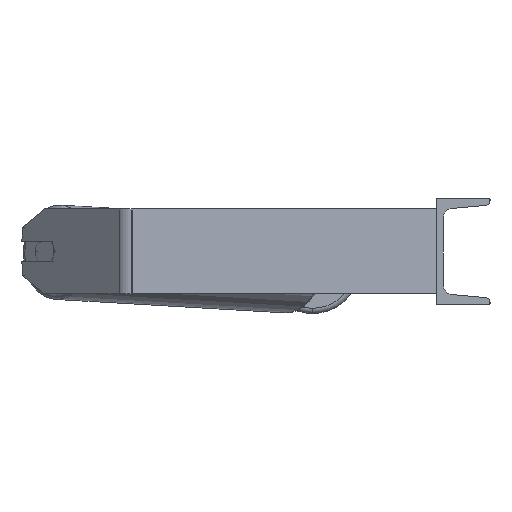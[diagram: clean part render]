
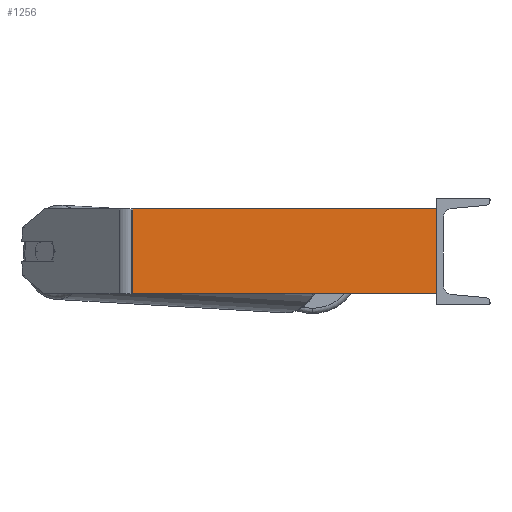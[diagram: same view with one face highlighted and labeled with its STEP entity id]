
A CAD part, left-side view. The second image highlights one B-rep face of the part: STEP entity #1256.
In plain terms, the highlighted planar face has unit normal (-0.996, -0.087, 0).
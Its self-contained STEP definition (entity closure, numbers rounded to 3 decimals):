
#163 = CARTESIAN_POINT ( 'NONE',  ( -485., 0., -40. ) ) ;
#456 = CARTESIAN_POINT ( 'NONE',  ( -510.716, 293.931, 40. ) ) ;
#1205 = LINE ( 'NONE', #456, #4278 ) ;
#1256 = ADVANCED_FACE ( 'NONE', ( #1276 ), #2049, .F. ) ;
#1260 = CARTESIAN_POINT ( 'NONE',  ( -485., 0., 40. ) ) ;
#1276 = FACE_OUTER_BOUND ( 'NONE', #1619, .T. ) ;
#1592 = EDGE_CURVE ( 'NONE', #7373, #6581, #1205, .T. ) ;
#1619 = EDGE_LOOP ( 'NONE', ( #6743, #8201, #3726, #4101 ) ) ;
#1794 = DIRECTION ( 'NONE',  ( 0.087, -0.996, 0. ) ) ;
#1848 = DIRECTION ( 'NONE',  ( 0., 0., -1. ) ) ;
#1901 = VERTEX_POINT ( 'NONE', #163 ) ;
#2049 = PLANE ( 'NONE',  #2583 ) ;
#2088 = DIRECTION ( 'NONE',  ( -0.087, 0.996, 0. ) ) ;
#2583 = AXIS2_PLACEMENT_3D ( 'NONE', #4859, #8985, #2088 ) ;
#2725 = DIRECTION ( 'NONE',  ( 0.087, -0.996, 0. ) ) ;
#3726 = ORIENTED_EDGE ( 'NONE', *, *, #1592, .F. ) ;
#4101 = ORIENTED_EDGE ( 'NONE', *, *, #8347, .T. ) ;
#4278 = VECTOR ( 'NONE', #1794, 1000. ) ;
#4859 = CARTESIAN_POINT ( 'NONE',  ( -510.716, 293.931, 40. ) ) ;
#5254 = CARTESIAN_POINT ( 'NONE',  ( -485., 0., 40. ) ) ;
#5711 = VECTOR ( 'NONE', #2725, 1000. ) ;
#5835 = EDGE_CURVE ( 'NONE', #8068, #1901, #6758, .T. ) ;
#6571 = LINE ( 'NONE', #6613, #8080 ) ;
#6581 = VERTEX_POINT ( 'NONE', #1260 ) ;
#6613 = CARTESIAN_POINT ( 'NONE',  ( -510.065, 286.498, 40. ) ) ;
#6649 = DIRECTION ( 'NONE',  ( 0., 0., -1. ) ) ;
#6743 = ORIENTED_EDGE ( 'NONE', *, *, #5835, .T. ) ;
#6758 = LINE ( 'NONE', #9065, #5711 ) ;
#6849 = CARTESIAN_POINT ( 'NONE',  ( -510.065, 286.498, 40. ) ) ;
#7344 = VECTOR ( 'NONE', #1848, 1000. ) ;
#7373 = VERTEX_POINT ( 'NONE', #6849 ) ;
#7484 = LINE ( 'NONE', #5254, #7344 ) ;
#7554 = CARTESIAN_POINT ( 'NONE',  ( -510.065, 286.498, -40. ) ) ;
#8068 = VERTEX_POINT ( 'NONE', #7554 ) ;
#8080 = VECTOR ( 'NONE', #6649, 1000. ) ;
#8201 = ORIENTED_EDGE ( 'NONE', *, *, #8868, .F. ) ;
#8347 = EDGE_CURVE ( 'NONE', #7373, #8068, #6571, .T. ) ;
#8868 = EDGE_CURVE ( 'NONE', #6581, #1901, #7484, .T. ) ;
#8985 = DIRECTION ( 'NONE',  ( 0.996, 0.087, 0. ) ) ;
#9065 = CARTESIAN_POINT ( 'NONE',  ( -510.716, 293.931, -40. ) ) ;
